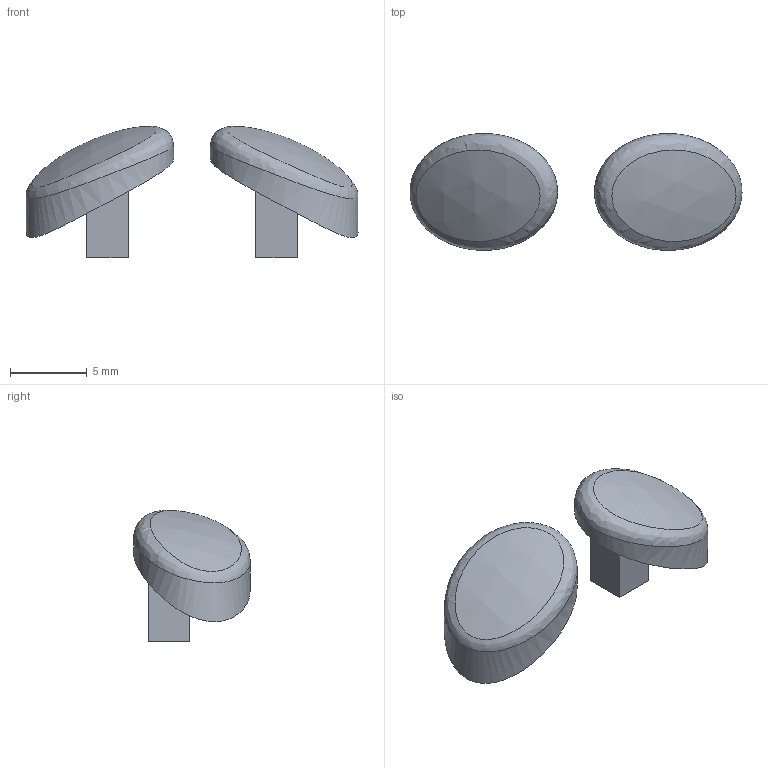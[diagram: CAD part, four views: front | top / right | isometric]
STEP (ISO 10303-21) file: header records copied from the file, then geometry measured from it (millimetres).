
FILE_DESCRIPTION(/* description */ (''),/* implementation_level */ '2;1');
FILE_NAME(/* name */ 'Ojos.step',/* time_stamp */ '2017-03-01T19:31:59+01:00',/* author */ ('Rubén'),/* organization */ (''),/* preprocessor_version */ 'ST-DEVELOPER v15.2',/* originating_system */ 'Autodesk Inventor 2014',/* authorisation */ '');
FILE_SCHEMA (('AUTOMOTIVE_DESIGN { 1 0 10303 214 3 1 1 }'));
Length unit declared in the file: millimetre
Products named in the file (1): Ojos
Bounding box: 21.6 x 7.59 x 8.54 mm (x, y, z)
Volume: 340.5 mm3; surface area: 499.4 mm2
Topology: 2 solids, 2 shells, 18 faces, 38 edges, 26 vertices
Faces by surface type: plane 10, bspline 4, sphere 4
Entity records: 880 total; most frequent: CARTESIAN_POINT 493, ORIENTED_EDGE 76, DIRECTION 66, EDGE_CURVE 38, VERTEX_POINT 26, AXIS2_PLACEMENT_3D 25, EDGE_LOOP 20, ADVANCED_FACE 18
